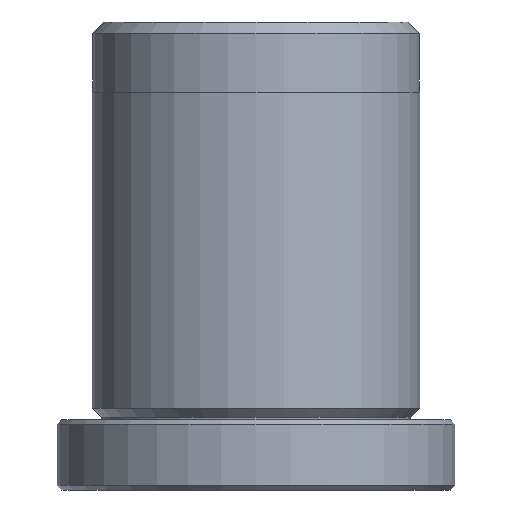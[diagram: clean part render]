
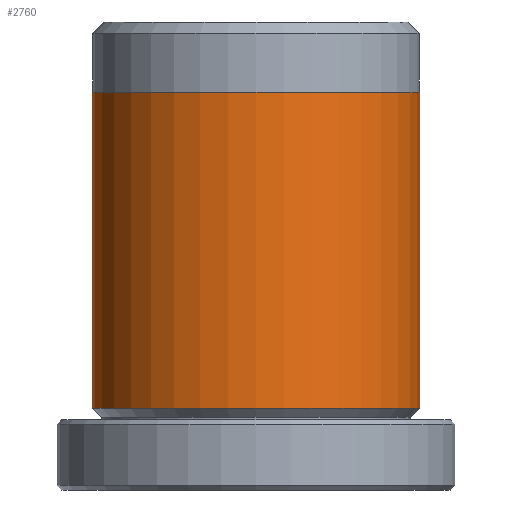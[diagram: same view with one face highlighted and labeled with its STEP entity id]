
A CAD part, front view. The second image highlights one B-rep face of the part: STEP entity #2760.
In plain terms, the highlighted cylindrical face has radius 7 mm (diameter 14 mm), a partial arc.
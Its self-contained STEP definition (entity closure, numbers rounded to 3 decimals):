
#62 = CIRCLE ( 'NONE', #733, 7. ) ;
#119 = DIRECTION ( 'NONE',  ( 0., 0., -1. ) ) ;
#211 = DIRECTION ( 'NONE',  ( 0., 0., -1. ) ) ;
#228 = ORIENTED_EDGE ( 'NONE', *, *, #960, .T. ) ;
#284 = AXIS2_PLACEMENT_3D ( 'NONE', #479, #211, #2999 ) ;
#467 = LINE ( 'NONE', #3160, #2112 ) ;
#479 = CARTESIAN_POINT ( 'NONE',  ( 0., 0., 20. ) ) ;
#546 = VERTEX_POINT ( 'NONE', #2962 ) ;
#572 = VERTEX_POINT ( 'NONE', #700 ) ;
#663 = CARTESIAN_POINT ( 'NONE',  ( 7., 0., 3.5 ) ) ;
#700 = CARTESIAN_POINT ( 'NONE',  ( -7., 0., 17. ) ) ;
#702 = ORIENTED_EDGE ( 'NONE', *, *, #2502, .F. ) ;
#723 = CARTESIAN_POINT ( 'NONE',  ( 0., 0., 17. ) ) ;
#733 = AXIS2_PLACEMENT_3D ( 'NONE', #1157, #2928, #1417 ) ;
#755 = LINE ( 'NONE', #1720, #2072 ) ;
#864 = DIRECTION ( 'NONE',  ( 0., 0., -1. ) ) ;
#960 = EDGE_CURVE ( 'NONE', #572, #546, #755, .T. ) ;
#977 = DIRECTION ( 'NONE',  ( 1., 0., 0. ) ) ;
#1157 = CARTESIAN_POINT ( 'NONE',  ( 0., 0., 3.5 ) ) ;
#1417 = DIRECTION ( 'NONE',  ( -1., 0., 0. ) ) ;
#1469 = EDGE_CURVE ( 'NONE', #2107, #2512, #467, .T. ) ;
#1720 = CARTESIAN_POINT ( 'NONE',  ( -7., 0., 20. ) ) ;
#2072 = VECTOR ( 'NONE', #864, 1000. ) ;
#2107 = VERTEX_POINT ( 'NONE', #3221 ) ;
#2112 = VECTOR ( 'NONE', #119, 1000. ) ;
#2155 = CYLINDRICAL_SURFACE ( 'NONE', #284, 7. ) ;
#2297 = FACE_OUTER_BOUND ( 'NONE', #2778, .T. ) ;
#2407 = AXIS2_PLACEMENT_3D ( 'NONE', #723, #2488, #977 ) ;
#2486 = CIRCLE ( 'NONE', #2407, 7. ) ;
#2488 = DIRECTION ( 'NONE',  ( 0., 0., 1. ) ) ;
#2502 = EDGE_CURVE ( 'NONE', #2512, #546, #62, .T. ) ;
#2512 = VERTEX_POINT ( 'NONE', #663 ) ;
#2646 = EDGE_CURVE ( 'NONE', #572, #2107, #2486, .T. ) ;
#2760 = ADVANCED_FACE ( 'NONE', ( #2297 ), #2155, .T. ) ;
#2778 = EDGE_LOOP ( 'NONE', ( #2800, #2907, #228, #702 ) ) ;
#2800 = ORIENTED_EDGE ( 'NONE', *, *, #1469, .F. ) ;
#2907 = ORIENTED_EDGE ( 'NONE', *, *, #2646, .F. ) ;
#2928 = DIRECTION ( 'NONE',  ( 0., 0., -1. ) ) ;
#2962 = CARTESIAN_POINT ( 'NONE',  ( -7., 0., 3.5 ) ) ;
#2999 = DIRECTION ( 'NONE',  ( -1., 0., 0. ) ) ;
#3160 = CARTESIAN_POINT ( 'NONE',  ( 7., 0., 20. ) ) ;
#3221 = CARTESIAN_POINT ( 'NONE',  ( 7., 0., 17. ) ) ;
